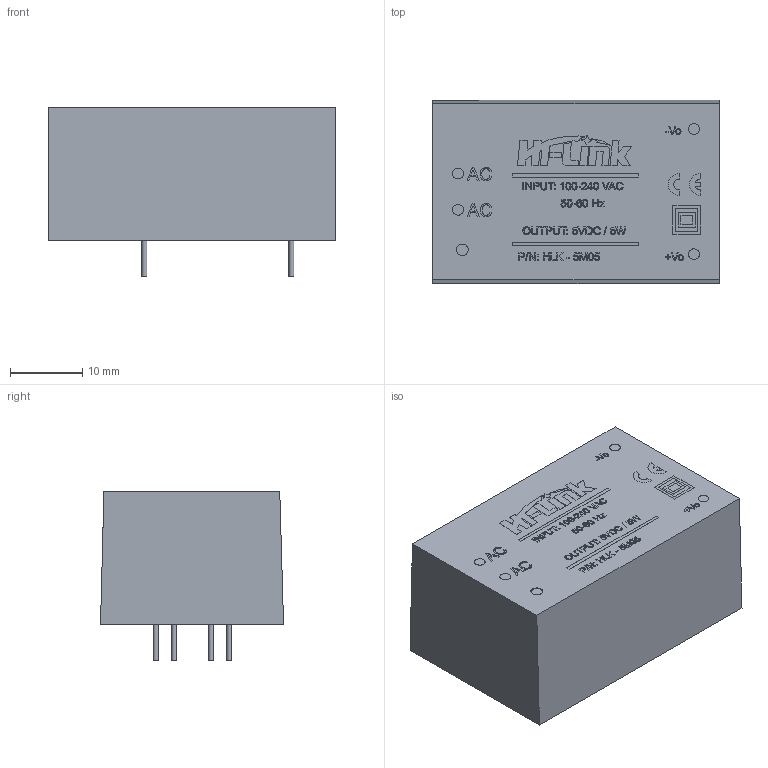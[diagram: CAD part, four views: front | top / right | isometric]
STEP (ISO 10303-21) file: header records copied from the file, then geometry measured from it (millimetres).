
FILE_DESCRIPTION(/* description */ (''),/* implementation_level */ '2;1');
FILE_NAME(/* name */ 'HECUBE12P24LRN v1.step',/* time_stamp */ '2021-09-14T10:08:47+03:00',/* author */ (''),/* organization */ (''),/* preprocessor_version */ 'ST-DEVELOPER v18.1',/* originating_system */ 'Autodesk Translation Framework v10.10.0.1391',/* authorisation */ '');
FILE_SCHEMA (('AUTOMOTIVE_DESIGN { 1 0 10303 214 3 1 1 }'));
Length unit declared in the file: millimetre
Products named in the file (2): HECUBE12P24LRN; 30592070.f3d 
Assembly tree (1 placements, depth 2):
  HECUBE12P24LRN
    30592070.f3d 
Bounding box: 39.6 x 25.3 x 23.32 mm (x, y, z)
Volume: 17605.2 mm3; surface area: 4592.7 mm2
Topology: 1 solids, 1 shells, 1087 faces, 2913 edges, 1942 vertices
Faces by surface type: plane 578, bspline 487, cylinder 22
Full cylindrical faces by diameter (mm): 0.7 x12, 1.5 x4, 1.6 x1
Entity records: 39223 total; most frequent: CARTESIAN_POINT 15164, ORIENTED_EDGE 5826, DIRECTION 3189, EDGE_CURVE 2913, VERTEX_POINT 1942, LINE 1895, VECTOR 1895, EDGE_LOOP 1201
